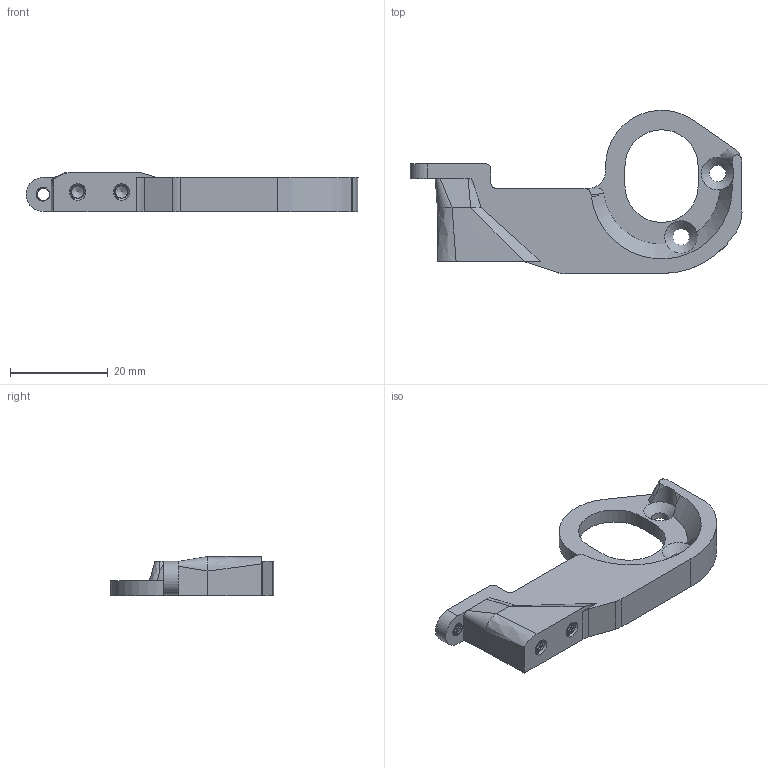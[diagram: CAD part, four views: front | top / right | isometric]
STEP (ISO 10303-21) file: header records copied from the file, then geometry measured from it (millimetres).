
FILE_DESCRIPTION(('FreeCAD Model'),'2;1');
FILE_NAME('Open CASCADE Shape Model','2025-05-29T12:07:34',(''),(''), 'Open CASCADE STEP processor 7.8','FreeCAD','Unknown');
FILE_SCHEMA(('AUTOMOTIVE_DESIGN { 1 0 10303 214 1 1 1 1 }'));
Length unit declared in the file: millimetre
Products named in the file (1): Pocket053032736
Bounding box: 68.1 x 33.48 x 8 mm (x, y, z)
Volume: 6649.4 mm3; surface area: 4190.4 mm2
Topology: 1 solids, 1 shells, 281 faces, 691 edges, 410 vertices
Faces by surface type: bspline 185, cylinder 63, plane 20, cone 13
Full cylindrical faces by diameter (mm): 2.52 x43, 3.4 x2
Entity records: 25614 total; most frequent: CARTESIAN_POINT 20512, ORIENTED_EDGE 1376, EDGE_CURVE 688, B_SPLINE_CURVE_WITH_KNOTS 484, DIRECTION 462, VERTEX_POINT 410, FACE_BOUND 290, EDGE_LOOP 290
